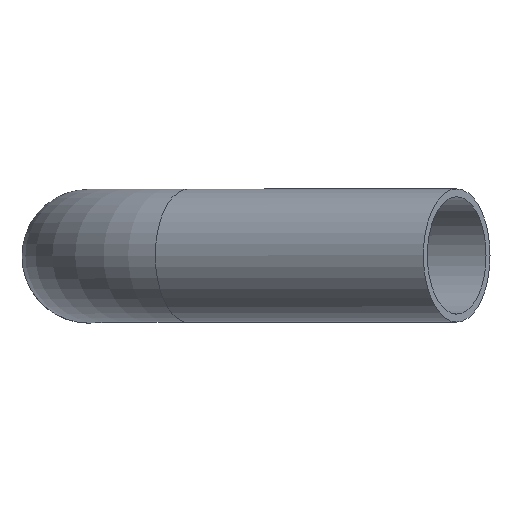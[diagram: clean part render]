
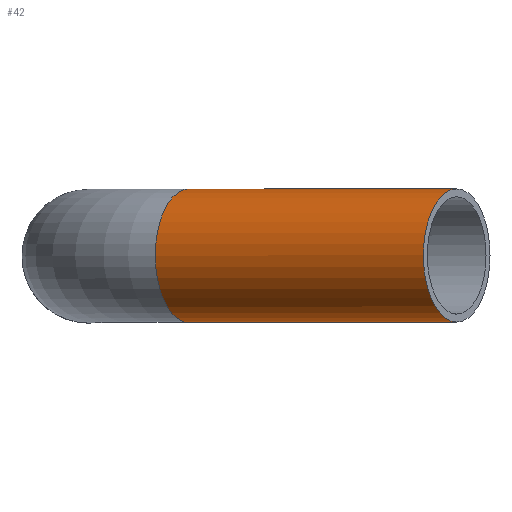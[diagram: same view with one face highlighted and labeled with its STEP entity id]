
A CAD part, top view. The second image highlights one B-rep face of the part: STEP entity #42.
In plain terms, the highlighted cylindrical face has radius 100 mm (diameter 200 mm), a full revolution.
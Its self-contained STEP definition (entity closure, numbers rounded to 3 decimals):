
#42 = ADVANCED_FACE( '', ( #85, #86 ), #87, .T. );
#85 = FACE_OUTER_BOUND( '', #124, .T. );
#86 = FACE_OUTER_BOUND( '', #125, .T. );
#87 = CYLINDRICAL_SURFACE( '', #126, 100. );
#124 = EDGE_LOOP( '', ( #167 ) );
#125 = EDGE_LOOP( '', ( #168 ) );
#126 = AXIS2_PLACEMENT_3D( '', #169, #170, #171 );
#167 = ORIENTED_EDGE( '', *, *, #186, .T. );
#168 = ORIENTED_EDGE( '', *, *, #197, .F. );
#169 = CARTESIAN_POINT( '', ( 552.303, 0., 956.618 ) );
#170 = DIRECTION( '', ( -0.866, 0., -0.5 ) );
#171 = DIRECTION( '', ( 0.5, 0., -0.866 ) );
#186 = EDGE_CURVE( '', #203, #203, #204, .T. );
#197 = EDGE_CURVE( '', #220, #220, #221, .T. );
#203 = VERTEX_POINT( '', #227 );
#204 = CIRCLE( '', #228, 100. );
#220 = VERTEX_POINT( '', #244 );
#221 = CIRCLE( '', #245, 100. );
#227 = CARTESIAN_POINT( '', ( 200., 0., 637.745 ) );
#228 = AXIS2_PLACEMENT_3D( '', #251, #252, #253 );
#244 = CARTESIAN_POINT( '', ( 602.303, 0., 870.015 ) );
#245 = AXIS2_PLACEMENT_3D( '', #269, #270, #271 );
#251 = CARTESIAN_POINT( '', ( 150., 0., 724.348 ) );
#252 = DIRECTION( '', ( 0.866, 0., 0.5 ) );
#253 = DIRECTION( '', ( 0.5, 0., -0.866 ) );
#269 = CARTESIAN_POINT( '', ( 552.303, 0., 956.618 ) );
#270 = DIRECTION( '', ( 0.866, 0., 0.5 ) );
#271 = DIRECTION( '', ( 0.5, 0., -0.866 ) );
